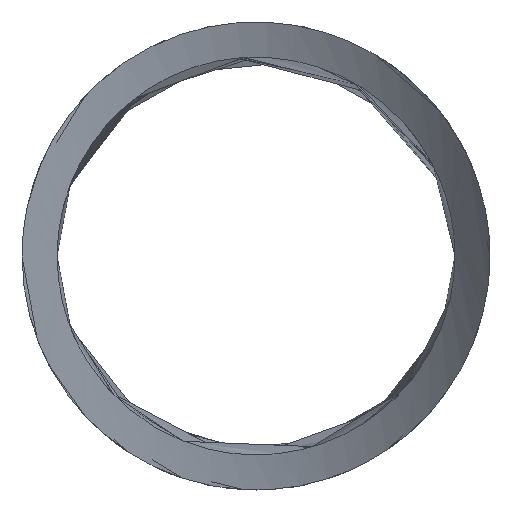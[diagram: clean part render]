
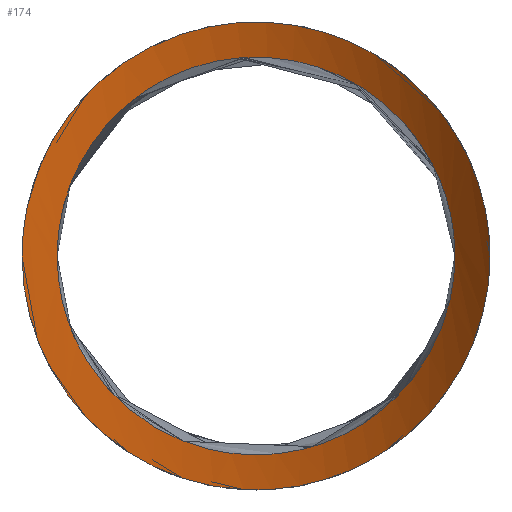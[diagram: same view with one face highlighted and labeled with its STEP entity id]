
A CAD part, front view. The second image highlights one B-rep face of the part: STEP entity #174.
In plain terms, the highlighted cylindrical face has radius 15 mm (diameter 30 mm), a partial arc.
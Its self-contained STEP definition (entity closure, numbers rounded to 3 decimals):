
#52=CARTESIAN_POINT('Axis2P3D Location',(-1403.873,-277.044,-76.095)) ;
#58=CARTESIAN_POINT('Control Point',(-1415.,-268.55,-67.52)) ;
#59=CARTESIAN_POINT('Control Point',(-1415.,-268.747,-66.616)) ;
#60=CARTESIAN_POINT('Control Point',(-1414.898,-268.854,-65.682)) ;
#61=CARTESIAN_POINT('Control Point',(-1414.679,-268.862,-64.746)) ;
#62=CARTESIAN_POINT('Control Point',(-1414.144,-268.76,-63.283)) ;
#63=CARTESIAN_POINT('Control Point',(-1413.336,-268.543,-61.948)) ;
#64=CARTESIAN_POINT('Control Point',(-1412.989,-268.449,-61.461)) ;
#65=CARTESIAN_POINT('Control Point',(-1412.113,-268.223,-60.407)) ;
#66=CARTESIAN_POINT('Control Point',(-1411.059,-267.998,-59.508)) ;
#67=CARTESIAN_POINT('Control Point',(-1410.415,-267.88,-59.058)) ;
#68=CARTESIAN_POINT('Control Point',(-1408.869,-267.658,-58.192)) ;
#69=CARTESIAN_POINT('Control Point',(-1407.146,-267.552,-57.677)) ;
#70=CARTESIAN_POINT('Control Point',(-1406.157,-267.539,-57.512)) ;
#71=CARTESIAN_POINT('Control Point',(-1403.802,-267.62,-57.419)) ;
#72=CARTESIAN_POINT('Control Point',(-1401.524,-267.922,-58.)) ;
#73=CARTESIAN_POINT('Control Point',(-1400.298,-268.149,-58.547)) ;
#74=CARTESIAN_POINT('Control Point',(-1398.373,-268.561,-59.815)) ;
#75=CARTESIAN_POINT('Control Point',(-1396.889,-268.814,-61.552)) ;
#76=CARTESIAN_POINT('Control Point',(-1396.352,-268.869,-62.361)) ;
#77=CARTESIAN_POINT('Control Point',(-1395.585,-268.806,-63.898)) ;
#78=CARTESIAN_POINT('Control Point',(-1395.169,-268.446,-65.49)) ;
#79=CARTESIAN_POINT('Control Point',(-1395.054,-268.227,-66.186)) ;
#80=CARTESIAN_POINT('Control Point',(-1395.,-267.961,-66.863)) ;
#81=CARTESIAN_POINT('Control Point',(-1395.,-267.659,-67.52)) ;
#82=CARTESIAN_POINT('Vertex',(-1415.,-268.55,-67.52)) ;
#84=CARTESIAN_POINT('Vertex',(-1395.,-267.659,-67.52)) ;
#88=CARTESIAN_POINT('Control Point',(-1415.,-268.55,-67.52)) ;
#89=CARTESIAN_POINT('Control Point',(-1415.,-268.352,-68.431)) ;
#90=CARTESIAN_POINT('Control Point',(-1414.896,-268.058,-69.336)) ;
#91=CARTESIAN_POINT('Control Point',(-1414.692,-267.667,-70.201)) ;
#92=CARTESIAN_POINT('Control Point',(-1414.22,-266.914,-71.55)) ;
#93=CARTESIAN_POINT('Control Point',(-1413.548,-266.047,-72.753)) ;
#94=CARTESIAN_POINT('Control Point',(-1413.251,-265.69,-73.209)) ;
#95=CARTESIAN_POINT('Control Point',(-1412.491,-264.841,-74.221)) ;
#96=CARTESIAN_POINT('Control Point',(-1411.577,-263.982,-75.106)) ;
#97=CARTESIAN_POINT('Control Point',(-1411.003,-263.498,-75.569)) ;
#98=CARTESIAN_POINT('Control Point',(-1409.547,-262.417,-76.539)) ;
#99=CARTESIAN_POINT('Control Point',(-1407.799,-261.518,-77.21)) ;
#100=CARTESIAN_POINT('Control Point',(-1406.703,-261.095,-77.478)) ;
#101=CARTESIAN_POINT('Control Point',(-1404.877,-260.689,-77.63)) ;
#102=CARTESIAN_POINT('Control Point',(-1403.049,-260.719,-77.361)) ;
#103=CARTESIAN_POINT('Control Point',(-1402.414,-260.786,-77.212)) ;
#104=CARTESIAN_POINT('Control Point',(-1400.721,-261.119,-76.668)) ;
#105=CARTESIAN_POINT('Control Point',(-1399.264,-261.792,-75.814)) ;
#106=CARTESIAN_POINT('Control Point',(-1398.461,-262.315,-75.181)) ;
#107=CARTESIAN_POINT('Control Point',(-1397.232,-263.331,-73.958)) ;
#108=CARTESIAN_POINT('Control Point',(-1396.327,-264.435,-72.573)) ;
#109=CARTESIAN_POINT('Control Point',(-1395.991,-264.92,-71.946)) ;
#110=CARTESIAN_POINT('Control Point',(-1395.471,-265.816,-70.729)) ;
#111=CARTESIAN_POINT('Control Point',(-1395.154,-266.654,-69.428)) ;
#112=CARTESIAN_POINT('Control Point',(-1395.053,-267.022,-68.807)) ;
#113=CARTESIAN_POINT('Control Point',(-1395.,-267.361,-68.168)) ;
#114=CARTESIAN_POINT('Control Point',(-1395.,-267.659,-67.52)) ;
#121=CARTESIAN_POINT('Control Point',(-1413.5,-267.265,-67.52)) ;
#122=CARTESIAN_POINT('Control Point',(-1413.5,-267.022,-68.512)) ;
#123=CARTESIAN_POINT('Control Point',(-1413.355,-266.673,-69.498)) ;
#124=CARTESIAN_POINT('Control Point',(-1413.07,-266.222,-70.429)) ;
#125=CARTESIAN_POINT('Control Point',(-1412.28,-265.207,-72.15)) ;
#126=CARTESIAN_POINT('Control Point',(-1411.076,-264.076,-73.571)) ;
#127=CARTESIAN_POINT('Control Point',(-1410.378,-263.51,-74.204)) ;
#128=CARTESIAN_POINT('Control Point',(-1409.167,-262.692,-75.031)) ;
#129=CARTESIAN_POINT('Control Point',(-1407.734,-262.028,-75.594)) ;
#130=CARTESIAN_POINT('Control Point',(-1407.219,-261.824,-75.753)) ;
#131=CARTESIAN_POINT('Control Point',(-1405.796,-261.369,-76.065)) ;
#132=CARTESIAN_POINT('Control Point',(-1404.262,-261.175,-76.069)) ;
#133=CARTESIAN_POINT('Control Point',(-1403.297,-261.187,-75.929)) ;
#134=CARTESIAN_POINT('Control Point',(-1401.906,-261.403,-75.517)) ;
#135=CARTESIAN_POINT('Control Point',(-1400.693,-261.846,-74.871)) ;
#136=CARTESIAN_POINT('Control Point',(-1400.297,-262.022,-74.623)) ;
#137=CARTESIAN_POINT('Control Point',(-1399.066,-262.666,-73.732)) ;
#138=CARTESIAN_POINT('Control Point',(-1398.112,-263.468,-72.646)) ;
#139=CARTESIAN_POINT('Control Point',(-1397.577,-264.056,-71.826)) ;
#140=CARTESIAN_POINT('Control Point',(-1396.947,-264.952,-70.493)) ;
#141=CARTESIAN_POINT('Control Point',(-1396.617,-265.771,-69.053)) ;
#142=CARTESIAN_POINT('Control Point',(-1396.539,-266.037,-68.55)) ;
#143=CARTESIAN_POINT('Control Point',(-1396.5,-266.284,-68.037)) ;
#144=CARTESIAN_POINT('Control Point',(-1396.5,-266.508,-67.52)) ;
#145=CARTESIAN_POINT('Vertex',(-1413.5,-267.265,-67.52)) ;
#147=CARTESIAN_POINT('Vertex',(-1396.5,-266.508,-67.52)) ;
#151=CARTESIAN_POINT('Control Point',(-1413.5,-267.265,-67.52)) ;
#152=CARTESIAN_POINT('Control Point',(-1413.5,-267.523,-66.471)) ;
#153=CARTESIAN_POINT('Control Point',(-1413.338,-267.671,-65.38)) ;
#154=CARTESIAN_POINT('Control Point',(-1412.986,-267.69,-64.294)) ;
#155=CARTESIAN_POINT('Control Point',(-1411.723,-267.547,-61.885)) ;
#156=CARTESIAN_POINT('Control Point',(-1409.576,-267.202,-60.089)) ;
#157=CARTESIAN_POINT('Control Point',(-1408.084,-267.048,-59.346)) ;
#158=CARTESIAN_POINT('Control Point',(-1405.038,-266.989,-58.683)) ;
#159=CARTESIAN_POINT('Control Point',(-1402.031,-267.253,-59.366)) ;
#160=CARTESIAN_POINT('Control Point',(-1400.728,-267.43,-59.97)) ;
#161=CARTESIAN_POINT('Control Point',(-1399.149,-267.642,-61.149)) ;
#162=CARTESIAN_POINT('Control Point',(-1397.987,-267.649,-62.673)) ;
#163=CARTESIAN_POINT('Control Point',(-1397.698,-267.63,-63.121)) ;
#164=CARTESIAN_POINT('Control Point',(-1397.087,-267.524,-64.255)) ;
#165=CARTESIAN_POINT('Control Point',(-1396.707,-267.265,-65.45)) ;
#166=CARTESIAN_POINT('Control Point',(-1396.566,-267.054,-66.156)) ;
#167=CARTESIAN_POINT('Control Point',(-1396.5,-266.798,-66.849)) ;
#168=CARTESIAN_POINT('Control Point',(-1396.5,-266.508,-67.52)) ;
#53=DIRECTION('Axis2P3D Direction',(-0.123,-0.323,0.938)) ;
#54=DIRECTION('Axis2P3D XDirection',(0.934,-0.356,0.)) ;
#55=AXIS2_PLACEMENT_3D('Cylinder Axis2P3D',#52,#53,#54) ;
#117=ORIENTED_EDGE('',*,*,#86,.F.) ;
#118=ORIENTED_EDGE('',*,*,#115,.T.) ;
#171=ORIENTED_EDGE('',*,*,#149,.F.) ;
#172=ORIENTED_EDGE('',*,*,#169,.T.) ;
#173=FACE_BOUND('',#170,.T.) ;
#174=ADVANCED_FACE('Corps principal',(#119,#173),#56,.F.) ;
#57=B_SPLINE_CURVE_WITH_KNOTS('',5,(#58,#59,#60,#61,#62,#63,#64,#65,#66,#67,#68,#69,#70,#71,#72,#73,#74,#75,#76,#77,#78,#79,#80,#81),.UNSPECIFIED.,.F.,.U.,(6,3,3,3,3,3,3,6),(0.,6.9,11.174,16.67,23.511,32.775,39.582,44.934),.UNSPECIFIED.) ;
#87=B_SPLINE_CURVE_WITH_KNOTS('',5,(#88,#89,#90,#91,#92,#93,#94,#95,#96,#97,#98,#99,#100,#101,#102,#103,#104,#105,#106,#107,#108,#109,#110,#111,#112,#113,#114),.UNSPECIFIED.,.F.,.U.,(6,3,3,3,3,3,3,3,6),(0.,6.953,11.558,17.715,25.871,30.363,38.311,44.419,49.704),.UNSPECIFIED.) ;
#120=B_SPLINE_CURVE_WITH_KNOTS('',5,(#121,#122,#123,#124,#125,#126,#127,#128,#129,#130,#131,#132,#133,#134,#135,#136,#137,#138,#139,#140,#141,#142,#143,#144),.UNSPECIFIED.,.F.,.U.,(6,3,3,3,3,3,3,6),(0.,7.613,15.25,19.217,25.743,29.208,37.245,41.42),.UNSPECIFIED.) ;
#150=B_SPLINE_CURVE_WITH_KNOTS('',5,(#151,#152,#153,#154,#155,#156,#157,#158,#159,#160,#161,#162,#163,#164,#165,#166,#167,#168),.UNSPECIFIED.,.F.,.U.,(6,3,3,3,3,6),(0.,8.047,19.175,28.91,32.677,38.098),.UNSPECIFIED.) ;
#56=CYLINDRICAL_SURFACE('generated cylinder',#55,15.) ;
#86=EDGE_CURVE('',#83,#85,#57,.T.) ;
#115=EDGE_CURVE('',#83,#85,#87,.T.) ;
#149=EDGE_CURVE('',#146,#148,#120,.T.) ;
#169=EDGE_CURVE('',#146,#148,#150,.T.) ;
#116=EDGE_LOOP('',(#117,#118)) ;
#170=EDGE_LOOP('',(#171,#172)) ;
#119=FACE_OUTER_BOUND('',#116,.T.) ;
#83=VERTEX_POINT('',#82) ;
#85=VERTEX_POINT('',#84) ;
#146=VERTEX_POINT('',#145) ;
#148=VERTEX_POINT('',#147) ;
